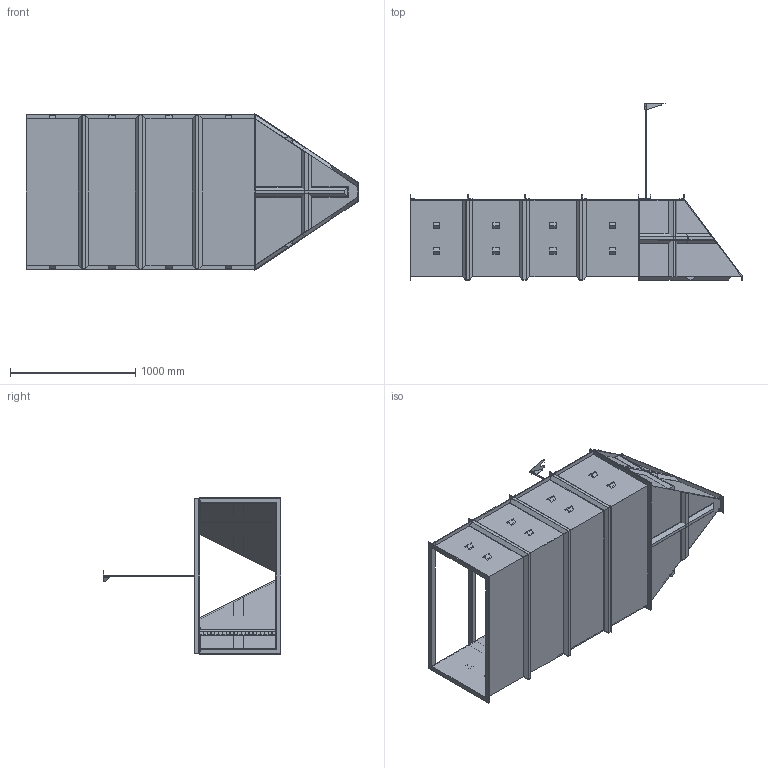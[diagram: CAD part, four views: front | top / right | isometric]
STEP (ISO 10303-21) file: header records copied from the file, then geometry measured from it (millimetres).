
FILE_DESCRIPTION (( 'STEP AP214' ), '1' );
FILE_NAME ('2.0H Flume Assy with options.STEP', '2020-08-31T12:37:30', ( '' ), ( '' ), 'SwSTEP 2.0', 'SolidWorks 2020', '' );
FILE_SCHEMA (( 'AUTOMOTIVE_DESIGN' ));
Length unit declared in the file: inch
Products named in the file (13): C Channel Ultrasonic Bkt_2.0H Flume; 2.0H Flume Assy with options; Ulstrasonic Bracket Assy_30in height - Default; shaft_30in Default; hex nut_ai_HNUT 0.2500-20-D-N; base plate; H Flume Ultrasonic Bkt Assem1_2.0H Flume; 2.0H H Flume ApproacH Section_2.0'' H; Ultrasonic Top Plate Assembly Rev A; Top Bracket Tube; 2.0H H Flume_2.0'' H FLUME W-OPTIONS; Top Bracket Rev A sheet metal; Parshall Staff Gauge 24in long parshall staff gauge_English Staff Gauge - Default
Assembly tree (12 placements, depth 5):
  2.0H Flume Assy with options
    2.0H H Flume_2.0'' H FLUME W-OPTIONS
    2.0H H Flume ApproacH Section_2.0'' H
    H Flume Ultrasonic Bkt Assem1_2.0H Flume
      Ulstrasonic Bracket Assy_30in height - Default
        base plate
        shaft_30in Default
        Ultrasonic Top Plate Assembly Rev A
          Top Bracket Rev A sheet metal
          Top Bracket Tube
          hex nut_ai_HNUT 0.2500-20-D-N
      C Channel Ultrasonic Bkt_2.0H Flume
    Parshall Staff Gauge 24in long parshall staff gauge_English Staff Gauge - Default
Bounding box: 2651.76 x 1415.99 x 1249.82 mm (x, y, z)
Volume: 35092586.8 mm3; surface area: 18066053.3 mm2
Topology: 37 solids, 51 shells, 554 faces, 1358 edges, 900 vertices
Faces by surface type: plane 506, cylinder 29, cone 16, bspline 3
Entity records: 19415 total; most frequent: CARTESIAN_POINT 3292, ORIENTED_EDGE 2700, DIRECTION 2516, EDGE_CURVE 1358, VECTOR 1256, LINE 1256, VERTEX_POINT 900, AXIS2_PLACEMENT_3D 630
